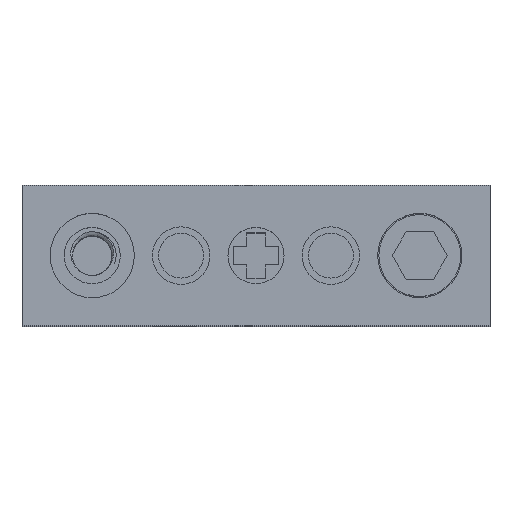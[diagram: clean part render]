
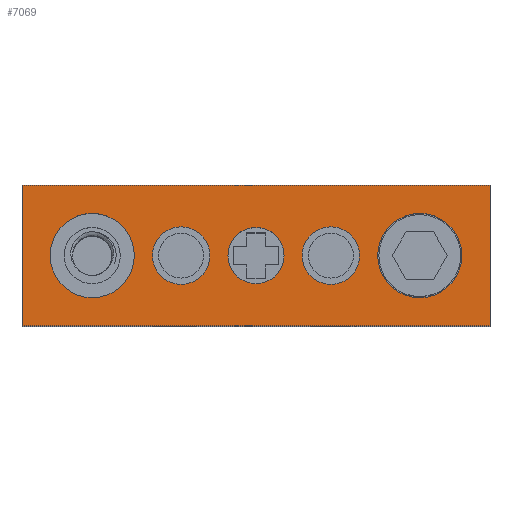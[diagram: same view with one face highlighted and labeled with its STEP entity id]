
A CAD part, top view. The second image highlights one B-rep face of the part: STEP entity #7069.
In plain terms, the highlighted planar face has unit normal (0, 0, 1).
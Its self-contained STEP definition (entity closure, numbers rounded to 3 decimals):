
#69=FACE_BOUND('',#685,.T.);
#70=FACE_BOUND('',#686,.T.);
#71=FACE_BOUND('',#687,.T.);
#72=FACE_BOUND('',#688,.T.);
#73=FACE_BOUND('',#689,.T.);
#140=PLANE('',#7561);
#270=FACE_OUTER_BOUND('',#684,.T.);
#684=EDGE_LOOP('',(#4932,#4933,#4934,#4935));
#685=EDGE_LOOP('',(#4936));
#686=EDGE_LOOP('',(#4937));
#687=EDGE_LOOP('',(#4938));
#688=EDGE_LOOP('',(#4939));
#689=EDGE_LOOP('',(#4940));
#1013=CIRCLE('',#7518,4.5);
#1016=CIRCLE('',#7523,4.5);
#1019=CIRCLE('',#7528,3.075);
#1022=CIRCLE('',#7533,3.075);
#1034=CIRCLE('',#7554,3.);
#1830=LINE('',#13100,#2247);
#1832=LINE('',#13104,#2249);
#1834=LINE('',#13108,#2251);
#1836=LINE('',#13111,#2253);
#2247=VECTOR('',#8278,10.);
#2249=VECTOR('',#8282,10.);
#2251=VECTOR('',#8286,10.);
#2253=VECTOR('',#8290,10.);
#2690=VERTEX_POINT('',#13016);
#2693=VERTEX_POINT('',#13025);
#2696=VERTEX_POINT('',#13034);
#2699=VERTEX_POINT('',#13043);
#2715=VERTEX_POINT('',#13089);
#2716=VERTEX_POINT('',#13097);
#2717=VERTEX_POINT('',#13099);
#2718=VERTEX_POINT('',#13103);
#2719=VERTEX_POINT('',#13107);
#3510=EDGE_CURVE('',#2690,#2690,#1013,.T.);
#3514=EDGE_CURVE('',#2693,#2693,#1016,.T.);
#3518=EDGE_CURVE('',#2696,#2696,#1019,.T.);
#3522=EDGE_CURVE('',#2699,#2699,#1022,.T.);
#3543=EDGE_CURVE('',#2715,#2715,#1034,.T.);
#3548=EDGE_CURVE('',#2717,#2716,#1830,.T.);
#3550=EDGE_CURVE('',#2718,#2717,#1832,.T.);
#3552=EDGE_CURVE('',#2719,#2718,#1834,.T.);
#3554=EDGE_CURVE('',#2716,#2719,#1836,.T.);
#4932=ORIENTED_EDGE('',*,*,#3554,.T.);
#4933=ORIENTED_EDGE('',*,*,#3552,.T.);
#4934=ORIENTED_EDGE('',*,*,#3550,.T.);
#4935=ORIENTED_EDGE('',*,*,#3548,.T.);
#4936=ORIENTED_EDGE('',*,*,#3510,.T.);
#4937=ORIENTED_EDGE('',*,*,#3514,.T.);
#4938=ORIENTED_EDGE('',*,*,#3518,.T.);
#4939=ORIENTED_EDGE('',*,*,#3522,.T.);
#4940=ORIENTED_EDGE('',*,*,#3543,.T.);
#7069=ADVANCED_FACE('',(#270,#69,#70,#71,#72,#73),#140,.T.);
#7518=AXIS2_PLACEMENT_3D('',#13017,#8182,#8183);
#7523=AXIS2_PLACEMENT_3D('',#13026,#8193,#8194);
#7528=AXIS2_PLACEMENT_3D('',#13035,#8204,#8205);
#7533=AXIS2_PLACEMENT_3D('',#13044,#8215,#8216);
#7554=AXIS2_PLACEMENT_3D('',#13090,#8266,#8267);
#7561=AXIS2_PLACEMENT_3D('',#13112,#8291,#8292);
#8182=DIRECTION('center_axis',(0.,0.,-1.));
#8183=DIRECTION('ref_axis',(-1.,0.,0.));
#8193=DIRECTION('center_axis',(0.,0.,-1.));
#8194=DIRECTION('ref_axis',(-1.,0.,0.));
#8204=DIRECTION('center_axis',(0.,0.,-1.));
#8205=DIRECTION('ref_axis',(-1.,0.,0.));
#8215=DIRECTION('center_axis',(0.,0.,-1.));
#8216=DIRECTION('ref_axis',(-1.,0.,0.));
#8266=DIRECTION('center_axis',(0.,0.,-1.));
#8267=DIRECTION('ref_axis',(-1.,0.,0.));
#8278=DIRECTION('',(-1.,0.,0.));
#8282=DIRECTION('',(0.,1.,0.));
#8286=DIRECTION('',(1.,0.,0.));
#8290=DIRECTION('',(0.,-1.,0.));
#8291=DIRECTION('center_axis',(0.,0.,1.));
#8292=DIRECTION('ref_axis',(-1.,0.,0.));
#13016=CARTESIAN_POINT('',(47.,7.5,52.84));
#13017=CARTESIAN_POINT('Origin',(42.5,7.5,52.84));
#13025=CARTESIAN_POINT('',(12.,7.5,52.84));
#13026=CARTESIAN_POINT('Origin',(7.5,7.5,52.84));
#13034=CARTESIAN_POINT('',(36.075,7.5,52.84));
#13035=CARTESIAN_POINT('Origin',(33.,7.5,52.84));
#13043=CARTESIAN_POINT('',(20.075,7.5,52.84));
#13044=CARTESIAN_POINT('Origin',(17.,7.5,52.84));
#13089=CARTESIAN_POINT('',(28.,7.5,52.84));
#13090=CARTESIAN_POINT('Origin',(25.,7.5,52.84));
#13097=CARTESIAN_POINT('',(0.,15.,52.84));
#13099=CARTESIAN_POINT('',(50.,15.,52.84));
#13100=CARTESIAN_POINT('',(50.,15.,52.84));
#13103=CARTESIAN_POINT('',(50.,0.,52.84));
#13104=CARTESIAN_POINT('',(50.,0.,52.84));
#13107=CARTESIAN_POINT('',(0.,0.,52.84));
#13108=CARTESIAN_POINT('',(0.,0.,52.84));
#13111=CARTESIAN_POINT('',(0.,15.,52.84));
#13112=CARTESIAN_POINT('Origin',(25.,7.5,52.84));
